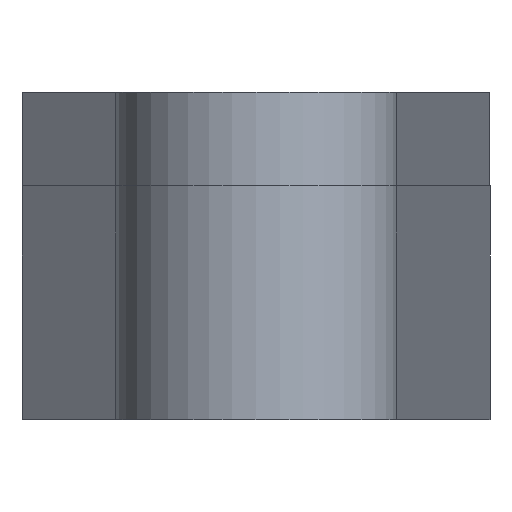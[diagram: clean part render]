
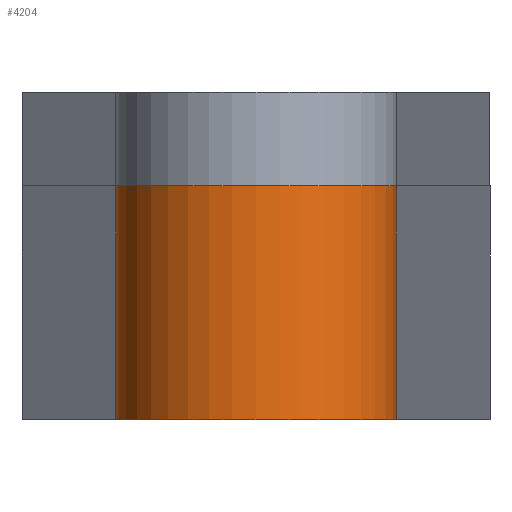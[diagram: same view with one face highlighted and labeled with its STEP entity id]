
A CAD part, front view. The second image highlights one B-rep face of the part: STEP entity #4204.
In plain terms, the highlighted cylindrical face has radius 15 mm (diameter 30 mm), a partial arc.
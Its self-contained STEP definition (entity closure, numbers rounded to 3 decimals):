
#173 = VERTEX_POINT ( 'NONE', #3737 ) ;
#183 = EDGE_CURVE ( 'NONE', #1246, #1877, #1324, .T. ) ;
#255 = DIRECTION ( 'NONE',  ( 0., 0., -1. ) ) ;
#416 = DIRECTION ( 'NONE',  ( 1., 0., 0. ) ) ;
#624 = CARTESIAN_POINT ( 'NONE',  ( -10.019, -249.246, 10. ) ) ;
#762 = AXIS2_PLACEMENT_3D ( 'NONE', #1784, #3191, #416 ) ;
#850 = CARTESIAN_POINT ( 'NONE',  ( -39.981, -249.246, 0. ) ) ;
#856 = EDGE_LOOP ( 'NONE', ( #1712, #3546, #3043, #3014 ) ) ;
#1076 = AXIS2_PLACEMENT_3D ( 'NONE', #4241, #4176, #2491 ) ;
#1246 = VERTEX_POINT ( 'NONE', #1311 ) ;
#1279 = DIRECTION ( 'NONE',  ( 0., 0., 1. ) ) ;
#1311 = CARTESIAN_POINT ( 'NONE',  ( -39.981, -249.246, 25. ) ) ;
#1324 = LINE ( 'NONE', #3040, #1878 ) ;
#1555 = CARTESIAN_POINT ( 'NONE',  ( -10.019, -249.246, 0. ) ) ;
#1685 = DIRECTION ( 'NONE',  ( 1., 0., 0. ) ) ;
#1712 = ORIENTED_EDGE ( 'NONE', *, *, #2656, .T. ) ;
#1784 = CARTESIAN_POINT ( 'NONE',  ( -25., -248.492, 25. ) ) ;
#1877 = VERTEX_POINT ( 'NONE', #850 ) ;
#1878 = VECTOR ( 'NONE', #2717, 1000. ) ;
#1925 = VERTEX_POINT ( 'NONE', #1555 ) ;
#2464 = VECTOR ( 'NONE', #255, 1000. ) ;
#2491 = DIRECTION ( 'NONE',  ( -1., 0., 0. ) ) ;
#2625 = EDGE_CURVE ( 'NONE', #1246, #173, #3110, .T. ) ;
#2656 = EDGE_CURVE ( 'NONE', #1877, #1925, #2664, .T. ) ;
#2664 = CIRCLE ( 'NONE', #3327, 15. ) ;
#2717 = DIRECTION ( 'NONE',  ( 0., 0., -1. ) ) ;
#2767 = CYLINDRICAL_SURFACE ( 'NONE', #1076, 15. ) ;
#3014 = ORIENTED_EDGE ( 'NONE', *, *, #183, .T. ) ;
#3025 = CARTESIAN_POINT ( 'NONE',  ( -25., -248.492, 0. ) ) ;
#3040 = CARTESIAN_POINT ( 'NONE',  ( -39.981, -249.246, 10. ) ) ;
#3043 = ORIENTED_EDGE ( 'NONE', *, *, #2625, .F. ) ;
#3110 = CIRCLE ( 'NONE', #762, 15. ) ;
#3181 = FACE_OUTER_BOUND ( 'NONE', #856, .T. ) ;
#3191 = DIRECTION ( 'NONE',  ( 0., 0., 1. ) ) ;
#3327 = AXIS2_PLACEMENT_3D ( 'NONE', #3025, #1279, #1685 ) ;
#3404 = LINE ( 'NONE', #624, #2464 ) ;
#3546 = ORIENTED_EDGE ( 'NONE', *, *, #3633, .F. ) ;
#3633 = EDGE_CURVE ( 'NONE', #173, #1925, #3404, .T. ) ;
#3737 = CARTESIAN_POINT ( 'NONE',  ( -10.019, -249.246, 25. ) ) ;
#4176 = DIRECTION ( 'NONE',  ( 0., 0., -1. ) ) ;
#4204 = ADVANCED_FACE ( 'NONE', ( #3181 ), #2767, .T. ) ;
#4241 = CARTESIAN_POINT ( 'NONE',  ( -25., -248.492, 10. ) ) ;
